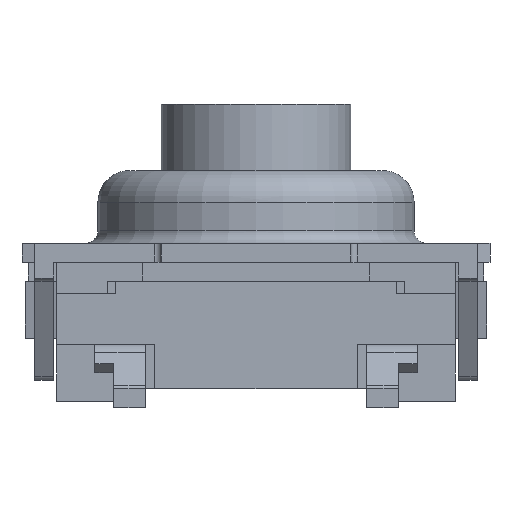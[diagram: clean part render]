
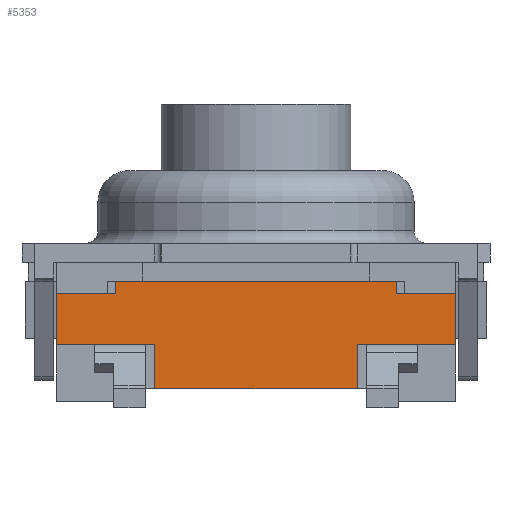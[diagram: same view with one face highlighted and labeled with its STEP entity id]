
A CAD part, left-side view. The second image highlights one B-rep face of the part: STEP entity #5353.
In plain terms, the highlighted planar face has unit normal (-1, 0, 0).
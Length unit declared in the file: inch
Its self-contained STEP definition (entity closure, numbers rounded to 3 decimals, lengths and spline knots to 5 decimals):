
#5080=CARTESIAN_POINT('',(-0.14567,-0.06299,0.0));
#5081=VERTEX_POINT('',#5080);
#5088=CARTESIAN_POINT('',(-0.14567,0.06299,0.0));
#5089=VERTEX_POINT('',#5088);
#5090=CARTESIAN_POINT('',(-0.14567,-0.06299,0.0));
#5091=DIRECTION('',(0.0,1.0,0.0));
#5092=VECTOR('',#5091,0.12598);
#5093=LINE('',#5090,#5092);
#5094=EDGE_CURVE('',#5081,#5089,#5093,.T.);
#5259=CARTESIAN_POINT('',(-0.14567,-0.13642,-0.00335));
#5260=DIRECTION('',(-1.0,0.0,0.0));
#5261=DIRECTION('',(0.0,0.0,1.0));
#5262=AXIS2_PLACEMENT_3D('',#5259,#5260,#5261);
#5263=PLANE('',#5262);
#5264=CARTESIAN_POINT('',(-0.14567,0.06299,0.02756));
#5265=VERTEX_POINT('',#5264);
#5266=CARTESIAN_POINT('',(-0.14567,0.06299,0.02756));
#5267=DIRECTION('',(0.0,0.0,-1.0));
#5268=VECTOR('',#5267,0.02756);
#5269=LINE('',#5266,#5268);
#5270=EDGE_CURVE('',#5265,#5089,#5269,.T.);
#5271=ORIENTED_EDGE('',*,*,#5270,.T.);
#5272=ORIENTED_EDGE('',*,*,#5094,.F.);
#5273=CARTESIAN_POINT('',(-0.14567,-0.06299,0.02756));
#5274=VERTEX_POINT('',#5273);
#5275=CARTESIAN_POINT('',(-0.14567,-0.06299,0.0));
#5276=DIRECTION('',(0.0,0.0,1.0));
#5277=VECTOR('',#5276,0.02756);
#5278=LINE('',#5275,#5277);
#5279=EDGE_CURVE('',#5081,#5274,#5278,.T.);
#5280=ORIENTED_EDGE('',*,*,#5279,.T.);
#5281=CARTESIAN_POINT('',(-0.14567,-0.12402,0.02756));
#5282=VERTEX_POINT('',#5281);
#5283=CARTESIAN_POINT('',(-0.14567,-0.06299,0.02756));
#5284=DIRECTION('',(0.0,-1.0,0.0));
#5285=VECTOR('',#5284,0.06102);
#5286=LINE('',#5283,#5285);
#5287=EDGE_CURVE('',#5274,#5282,#5286,.T.);
#5288=ORIENTED_EDGE('',*,*,#5287,.T.);
#5289=CARTESIAN_POINT('',(-0.14567,-0.12402,0.05906));
#5290=VERTEX_POINT('',#5289);
#5291=CARTESIAN_POINT('',(-0.14567,-0.12402,0.02756));
#5292=DIRECTION('',(0.0,0.0,1.0));
#5293=VECTOR('',#5292,0.0315);
#5294=LINE('',#5291,#5293);
#5295=EDGE_CURVE('',#5282,#5290,#5294,.T.);
#5296=ORIENTED_EDGE('',*,*,#5295,.T.);
#5297=CARTESIAN_POINT('',(-0.14567,-0.0876,0.05906));
#5298=VERTEX_POINT('',#5297);
#5299=CARTESIAN_POINT('',(-0.14567,-0.12402,0.05906));
#5300=DIRECTION('',(0.0,1.0,0.0));
#5301=VECTOR('',#5300,0.03642);
#5302=LINE('',#5299,#5301);
#5303=EDGE_CURVE('',#5290,#5298,#5302,.T.);
#5304=ORIENTED_EDGE('',*,*,#5303,.T.);
#5305=CARTESIAN_POINT('',(-0.14567,-0.0876,0.06693));
#5306=VERTEX_POINT('',#5305);
#5307=CARTESIAN_POINT('',(-0.14567,-0.0876,0.05906));
#5308=DIRECTION('',(0.0,0.0,1.0));
#5309=VECTOR('',#5308,0.00787);
#5310=LINE('',#5307,#5309);
#5311=EDGE_CURVE('',#5298,#5306,#5310,.T.);
#5312=ORIENTED_EDGE('',*,*,#5311,.T.);
#5313=CARTESIAN_POINT('',(-0.14567,0.0876,0.06693));
#5314=VERTEX_POINT('',#5313);
#5315=CARTESIAN_POINT('',(-0.14567,-0.0876,0.06693));
#5316=DIRECTION('',(0.0,1.0,0.0));
#5317=VECTOR('',#5316,0.1752);
#5318=LINE('',#5315,#5317);
#5319=EDGE_CURVE('',#5306,#5314,#5318,.T.);
#5320=ORIENTED_EDGE('',*,*,#5319,.T.);
#5321=CARTESIAN_POINT('',(-0.14567,0.0876,0.05906));
#5322=VERTEX_POINT('',#5321);
#5323=CARTESIAN_POINT('',(-0.14567,0.0876,0.06693));
#5324=DIRECTION('',(0.0,0.0,-1.0));
#5325=VECTOR('',#5324,0.00787);
#5326=LINE('',#5323,#5325);
#5327=EDGE_CURVE('',#5314,#5322,#5326,.T.);
#5328=ORIENTED_EDGE('',*,*,#5327,.T.);
#5329=CARTESIAN_POINT('',(-0.14567,0.12402,0.05906));
#5330=VERTEX_POINT('',#5329);
#5331=CARTESIAN_POINT('',(-0.14567,0.0876,0.05906));
#5332=DIRECTION('',(0.0,1.0,0.0));
#5333=VECTOR('',#5332,0.03642);
#5334=LINE('',#5331,#5333);
#5335=EDGE_CURVE('',#5322,#5330,#5334,.T.);
#5336=ORIENTED_EDGE('',*,*,#5335,.T.);
#5337=CARTESIAN_POINT('',(-0.14567,0.12402,0.02756));
#5338=VERTEX_POINT('',#5337);
#5339=CARTESIAN_POINT('',(-0.14567,0.12402,0.02756));
#5340=DIRECTION('',(0.0,0.0,1.0));
#5341=VECTOR('',#5340,0.0315);
#5342=LINE('',#5339,#5341);
#5343=EDGE_CURVE('',#5338,#5330,#5342,.T.);
#5344=ORIENTED_EDGE('',*,*,#5343,.F.);
#5345=CARTESIAN_POINT('',(-0.14567,0.12402,0.02756));
#5346=DIRECTION('',(0.0,-1.0,0.0));
#5347=VECTOR('',#5346,0.06102);
#5348=LINE('',#5345,#5347);
#5349=EDGE_CURVE('',#5338,#5265,#5348,.T.);
#5350=ORIENTED_EDGE('',*,*,#5349,.T.);
#5351=EDGE_LOOP('',(#5271,#5272,#5280,#5288,#5296,#5304,#5312,#5320,#5328,#5336,#5344,#5350));
#5352=FACE_OUTER_BOUND('',#5351,.T.);
#5353=ADVANCED_FACE('',(#5352),#5263,.T.);
